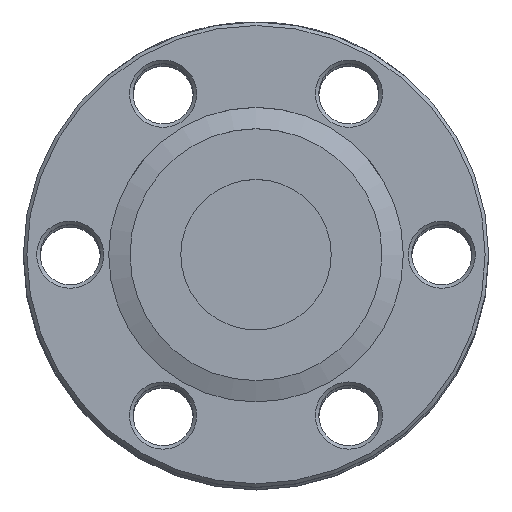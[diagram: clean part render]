
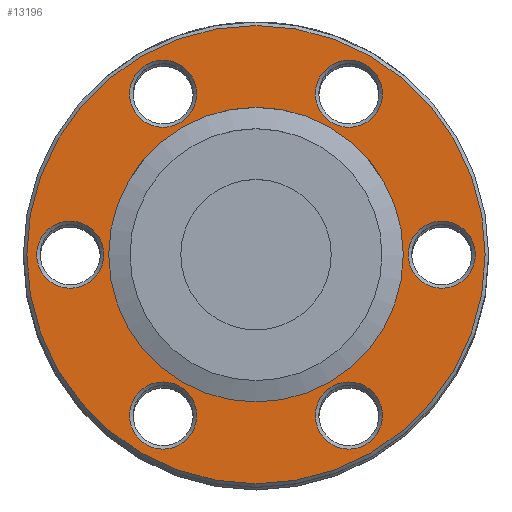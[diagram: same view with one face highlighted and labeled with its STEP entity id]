
A CAD part, top view. The second image highlights one B-rep face of the part: STEP entity #13196.
In plain terms, the highlighted planar face has unit normal (0, 0, 1).
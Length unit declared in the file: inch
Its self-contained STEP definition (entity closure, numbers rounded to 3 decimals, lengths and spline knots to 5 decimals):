
#3634=VERTEX_POINT('',#18140);
#3635=VERTEX_POINT('',#18143);
#3636=VERTEX_POINT('',#18145);
#3637=VERTEX_POINT('',#18147);
#3638=VERTEX_POINT('',#18149);
#3639=VERTEX_POINT('',#18151);
#3640=VERTEX_POINT('',#18153);
#3641=VERTEX_POINT('',#18155);
#4807=CIRCLE('',#14060,0.655);
#4808=CIRCLE('',#14062,0.096);
#4809=CIRCLE('',#14063,0.096);
#4810=CIRCLE('',#14064,0.096);
#4811=CIRCLE('',#14065,0.096);
#4812=CIRCLE('',#14066,0.096);
#4813=CIRCLE('',#14067,0.096);
#4814=CIRCLE('',#14068,0.421);
#5358=EDGE_CURVE('',#3634,#3634,#4807,.T.);
#5359=EDGE_CURVE('',#3635,#3635,#4808,.T.);
#5360=EDGE_CURVE('',#3636,#3636,#4809,.T.);
#5361=EDGE_CURVE('',#3637,#3637,#4810,.T.);
#5362=EDGE_CURVE('',#3638,#3638,#4811,.T.);
#5363=EDGE_CURVE('',#3639,#3639,#4812,.T.);
#5364=EDGE_CURVE('',#3640,#3640,#4813,.T.);
#5365=EDGE_CURVE('',#3641,#3641,#4814,.T.);
#7456=ORIENTED_EDGE('',*,*,#5359,.F.);
#7457=ORIENTED_EDGE('',*,*,#5360,.F.);
#7458=ORIENTED_EDGE('',*,*,#5361,.F.);
#7459=ORIENTED_EDGE('',*,*,#5362,.F.);
#7460=ORIENTED_EDGE('',*,*,#5363,.F.);
#7461=ORIENTED_EDGE('',*,*,#5364,.F.);
#7462=ORIENTED_EDGE('',*,*,#5365,.T.);
#7463=ORIENTED_EDGE('',*,*,#5358,.F.);
#11356=EDGE_LOOP('',(#7456));
#11357=EDGE_LOOP('',(#7457));
#11358=EDGE_LOOP('',(#7458));
#11359=EDGE_LOOP('',(#7459));
#11360=EDGE_LOOP('',(#7460));
#11361=EDGE_LOOP('',(#7461));
#11362=EDGE_LOOP('',(#7462));
#11363=EDGE_LOOP('',(#7463));
#12294=FACE_BOUND('',#11356,.T.);
#12295=FACE_BOUND('',#11357,.T.);
#12296=FACE_BOUND('',#11358,.T.);
#12297=FACE_BOUND('',#11359,.T.);
#12298=FACE_BOUND('',#11360,.T.);
#12299=FACE_BOUND('',#11361,.T.);
#12300=FACE_BOUND('',#11362,.T.);
#12301=FACE_BOUND('',#11363,.T.);
#13196=ADVANCED_FACE('',(#12294,#12295,#12296,#12297,#12298,#12299,#12300,
#12301),#30228,.T.);
#14060=AXIS2_PLACEMENT_3D('',#18139,#14813,#14814);
#14061=AXIS2_PLACEMENT_3D('',#18141,#14815,$);
#14062=AXIS2_PLACEMENT_3D('',#18142,#14816,#14817);
#14063=AXIS2_PLACEMENT_3D('',#18144,#14818,#14819);
#14064=AXIS2_PLACEMENT_3D('',#18146,#14820,#14821);
#14065=AXIS2_PLACEMENT_3D('',#18148,#14822,#14823);
#14066=AXIS2_PLACEMENT_3D('',#18150,#14824,#14825);
#14067=AXIS2_PLACEMENT_3D('',#18152,#14826,#14827);
#14068=AXIS2_PLACEMENT_3D('',#18154,#14828,#14829);
#14813=DIRECTION('',(0.,0.,-1.));
#14814=DIRECTION('',(-0.655,0.,0.));
#14815=DIRECTION('',(0.,0.,1.));
#14816=DIRECTION('',(0.,0.,1.));
#14817=DIRECTION('',(0.,-0.096,0.));
#14818=DIRECTION('',(0.,0.,1.));
#14819=DIRECTION('',(0.,-0.096,0.));
#14820=DIRECTION('',(0.,0.,1.));
#14821=DIRECTION('',(0.,-0.096,0.));
#14822=DIRECTION('',(0.,0.,1.));
#14823=DIRECTION('',(0.,-0.096,0.));
#14824=DIRECTION('',(0.,0.,1.));
#14825=DIRECTION('',(0.,-0.096,0.));
#14826=DIRECTION('',(0.,0.,1.));
#14827=DIRECTION('',(0.,-0.096,0.));
#14828=DIRECTION('',(0.,0.,-1.));
#14829=DIRECTION('',(-0.421,0.,0.));
#18139=CARTESIAN_POINT('',(0.,0.,0.));
#18140=CARTESIAN_POINT('',(0.655,0.,0.));
#18141=CARTESIAN_POINT('',(0.,0.,0.));
#18142=CARTESIAN_POINT('',(0.531,0.,0.));
#18143=CARTESIAN_POINT('',(0.531,0.096,0.));
#18144=CARTESIAN_POINT('',(-0.2655,-0.45986,0.));
#18145=CARTESIAN_POINT('',(-0.2655,-0.36386,0.));
#18146=CARTESIAN_POINT('',(-0.2655,0.45986,0.));
#18147=CARTESIAN_POINT('',(-0.2655,0.55586,0.));
#18148=CARTESIAN_POINT('',(0.2655,0.45986,0.));
#18149=CARTESIAN_POINT('',(0.2655,0.55586,0.));
#18150=CARTESIAN_POINT('',(-0.531,0.,0.));
#18151=CARTESIAN_POINT('',(-0.531,0.096,0.));
#18152=CARTESIAN_POINT('',(0.2655,-0.45986,0.));
#18153=CARTESIAN_POINT('',(0.2655,-0.36386,0.));
#18154=CARTESIAN_POINT('',(0.,0.,0.));
#18155=CARTESIAN_POINT('',(-0.421,0.,0.));
#30228=PLANE('',#14061);
